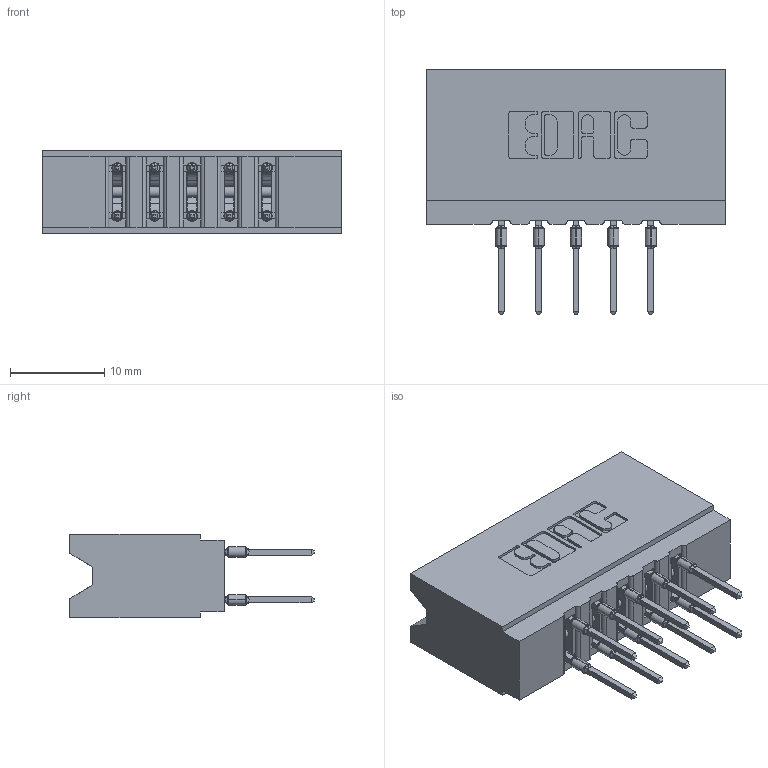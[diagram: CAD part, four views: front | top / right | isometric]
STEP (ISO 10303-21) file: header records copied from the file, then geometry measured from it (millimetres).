
FILE_DESCRIPTION (( 'STEP AP203' ), '1' );
FILE_NAME ('737-010-522-206.STEP', '2020-09-10T18:45:00', ( '' ), ( '' ), 'SwSTEP 2.0', 'SolidWorks 2020', '' );
FILE_SCHEMA (( 'CONFIG_CONTROL_DESIGN' ));
Length unit declared in the file: inch
Products named in the file (3): 745-292-001_522; 737 Part_Insulator Option - 06; 737-010-522-206
Assembly tree (11 placements, depth 2):
  737-010-522-206
    737 Part_Insulator Option - 06
    745-292-001_522  x10
Bounding box: 31.65 x 25.92 x 8.89 mm (x, y, z)
Volume: 3354 mm3; surface area: 4098.3 mm2
Topology: 11 solids, 11 shells, 995 faces, 2677 edges, 1690 vertices
Faces by surface type: plane 520, cylinder 215, bspline 200, torus 60
Entity records: 13627 total; most frequent: CARTESIAN_POINT 2878, ORIENTED_EDGE 2240, DIRECTION 1988, EDGE_CURVE 1120, VECTOR 908, LINE 908, VERTEX_POINT 718, AXIS2_PLACEMENT_3D 540
